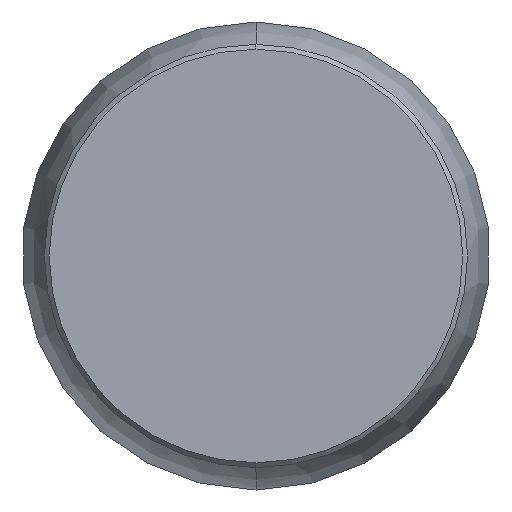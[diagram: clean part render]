
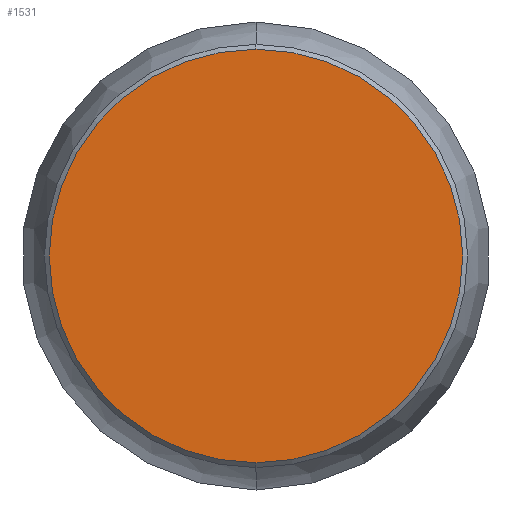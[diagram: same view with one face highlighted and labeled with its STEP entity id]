
A CAD part, left-side view. The second image highlights one B-rep face of the part: STEP entity #1531.
In plain terms, the highlighted planar face has unit normal (-1, 0, 0).
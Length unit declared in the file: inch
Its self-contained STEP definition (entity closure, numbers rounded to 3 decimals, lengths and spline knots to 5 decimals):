
#81 = AXIS2_PLACEMENT_3D ( 'NONE', #822, #1039, #812 ) ;
#99 = DIRECTION ( 'NONE',  ( 0., 0., 1. ) ) ;
#108 = PLANE ( 'NONE',  #1513 ) ;
#150 = CIRCLE ( 'NONE', #374, 0.03225 ) ;
#152 = CARTESIAN_POINT ( 'NONE',  ( 0.00002, -0.03225, 0. ) ) ;
#154 = DIRECTION ( 'NONE',  ( 1., 0., 0. ) ) ;
#155 = DIRECTION ( 'NONE',  ( 1., 0., 0. ) ) ;
#161 = CARTESIAN_POINT ( 'NONE',  ( 0.00002, 0., 0. ) ) ;
#168 = DIRECTION ( 'NONE',  ( 0., 0., 1. ) ) ;
#371 = ORIENTED_EDGE ( 'NONE', *, *, #844, .F. ) ;
#374 = AXIS2_PLACEMENT_3D ( 'NONE', #161, #154, #99 ) ;
#418 = CIRCLE ( 'NONE', #81, 0.03225 ) ;
#567 = FACE_OUTER_BOUND ( 'NONE', #898, .T. ) ;
#679 = EDGE_CURVE ( 'NONE', #739, #987, #418, .T. ) ;
#739 = VERTEX_POINT ( 'NONE', #754 ) ;
#754 = CARTESIAN_POINT ( 'NONE',  ( 0.00002, 0., -0.03225 ) ) ;
#812 = DIRECTION ( 'NONE',  ( 0., 0., 1. ) ) ;
#822 = CARTESIAN_POINT ( 'NONE',  ( 0.00002, 0., 0. ) ) ;
#833 = ORIENTED_EDGE ( 'NONE', *, *, #679, .F. ) ;
#844 = EDGE_CURVE ( 'NONE', #987, #739, #150, .T. ) ;
#898 = EDGE_LOOP ( 'NONE', ( #371, #833 ) ) ;
#987 = VERTEX_POINT ( 'NONE', #1560 ) ;
#1039 = DIRECTION ( 'NONE',  ( 1., 0., 0. ) ) ;
#1513 = AXIS2_PLACEMENT_3D ( 'NONE', #152, #155, #168 ) ;
#1531 = ADVANCED_FACE ( 'NONE', ( #567 ), #108, .F. ) ;
#1560 = CARTESIAN_POINT ( 'NONE',  ( 0.00002, 0., 0.03225 ) ) ;
